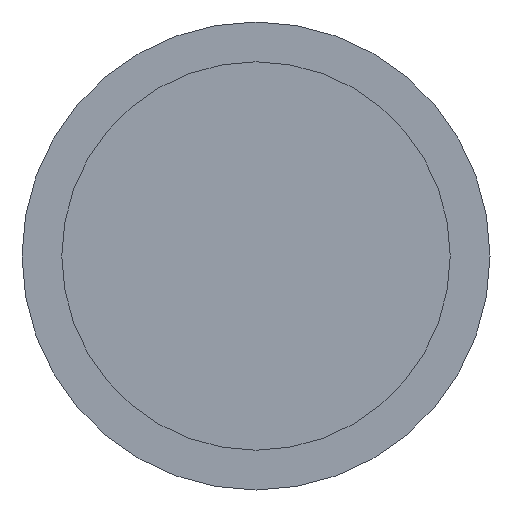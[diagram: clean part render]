
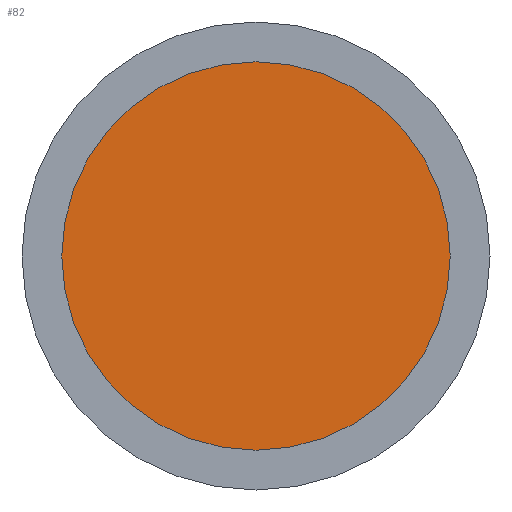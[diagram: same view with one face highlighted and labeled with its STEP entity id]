
A CAD part, front view. The second image highlights one B-rep face of the part: STEP entity #82.
In plain terms, the highlighted planar face has unit normal (0, -1, 0).
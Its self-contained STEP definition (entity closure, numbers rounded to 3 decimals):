
#82 = ADVANCED_FACE( '', ( #173 ), #174, .F. );
#173 = FACE_OUTER_BOUND( '', #294, .T. );
#174 = PLANE( '', #295 );
#294 = EDGE_LOOP( '', ( #433 ) );
#295 = AXIS2_PLACEMENT_3D( '', #434, #435, #436 );
#433 = ORIENTED_EDGE( '', *, *, #491, .T. );
#434 = CARTESIAN_POINT( '', ( 20.75, -3., 0. ) );
#435 = DIRECTION( '', ( 0., 1., 0. ) );
#436 = DIRECTION( '', ( 0., 0., 1. ) );
#491 = EDGE_CURVE( '', #566, #566, #567, .T. );
#566 = VERTEX_POINT( '', #660 );
#567 = CIRCLE( '', #661, 20.75 );
#660 = CARTESIAN_POINT( '', ( 0., -3., -20.75 ) );
#661 = AXIS2_PLACEMENT_3D( '', #733, #734, #735 );
#733 = CARTESIAN_POINT( '', ( 0., -3., 0. ) );
#734 = DIRECTION( '', ( 0., -1., 0. ) );
#735 = DIRECTION( '', ( 0., 0., -1. ) );
